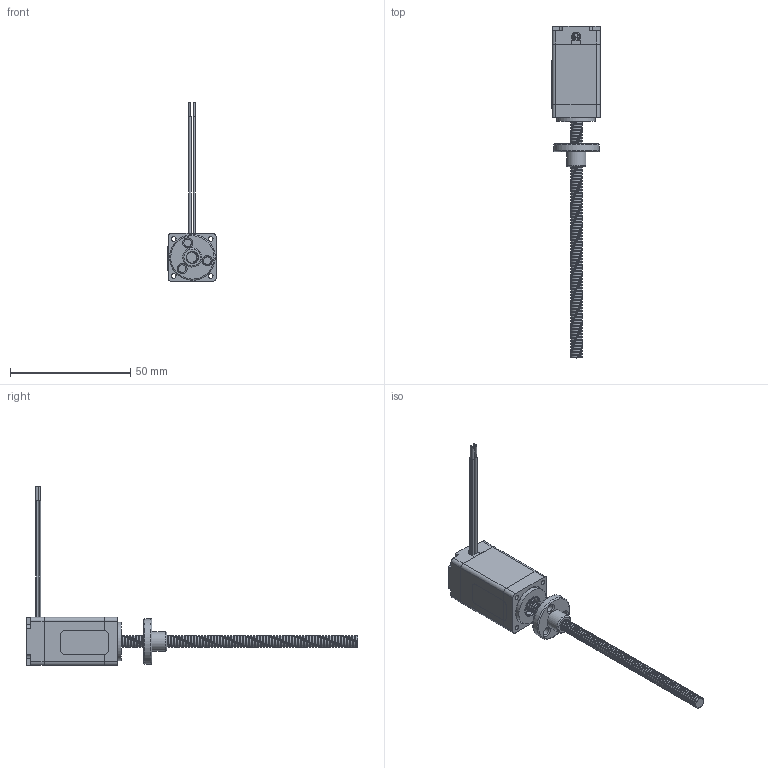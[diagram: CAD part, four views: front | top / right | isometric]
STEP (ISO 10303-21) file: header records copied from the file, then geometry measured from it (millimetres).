
FILE_DESCRIPTION(/* description */ (''),/* implementation_level */ '2;1');
FILE_NAME(/* name */ '8E22-100.stp',/* time_stamp */ '2020-08-27T08:42:51+08:00',/* author */ ('ly7227'),/* organization */ (''),/* preprocessor_version */ 'ST-DEVELOPER v16.1',/* originating_system */ 'Autodesk Inventor 2016',/* authorisation */ '');
FILE_SCHEMA (('AUTOMOTIVE_DESIGN { 1 0 10303 214 3 1 1 }'));
Products named in the file (22): 01-165-1; 01-167; 09-005-1-11; 09-005-2-11; 09-005-3-11; 09-005-4-11; 12-057-11; 12-056-3-1; 02-156-4-1; 12-055-3-1; 02-164; 04-003-2; 07-008轴承; 07-045-2; 10-001垫片; 10-061-2; 03-226-6; 4.77-150; 20单厚标签; 20铭牌; 06-017; 8E2205A4-83.5SSSN-101
Assembly tree (26 placements, depth 3):
  8E2205A4-83.5SSSN-101
    01-165-1
    01-167
    02-164
      09-005-1-11
      09-005-2-11
      09-005-3-11
      09-005-4-11
      12-057-11
      12-056-3-1
      02-156-4-1
      12-055-3-1
    04-003-2
    07-008轴承  x2
    07-045-2  x2
    10-001垫片
    10-061-2
    03-226-6  x4
    4.77-150
    20单厚标签
    20铭牌
    06-017
Bounding box: 20.1 x 138.25 x 74.5 mm (x, y, z)
Volume: 14866.7 mm3; surface area: 26443.4 mm2
Topology: 32 solids, 32 shells, 2816 faces, 8128 edges, 5408 vertices
Faces by surface type: cylinder 1419, plane 1300, bspline 78, cone 10, torus 9
Full cylindrical faces by diameter (mm): 0.8 x12, 1 x30, 2 x4, 2.2 x8, 2.7 x1, 3 x1, 3.2 x3, 4 x4, 5.5 x1, 6 x5, 6.5 x1, 6.6 x2, 7 x2, 8 x3, 8.2 x1, 9 x6, 11 x1, 11.2 x2, 12.24 x2, 12.6 x2, 15 x1, 16 x1, 19.05 x1
Entity records: 71802 total; most frequent: CARTESIAN_POINT 21283, ORIENTED_EDGE 10524, DIRECTION 10404, EDGE_CURVE 5262, VERTEX_POINT 3555, AXIS2_PLACEMENT_3D 3479, LINE 3446, VECTOR 3446
